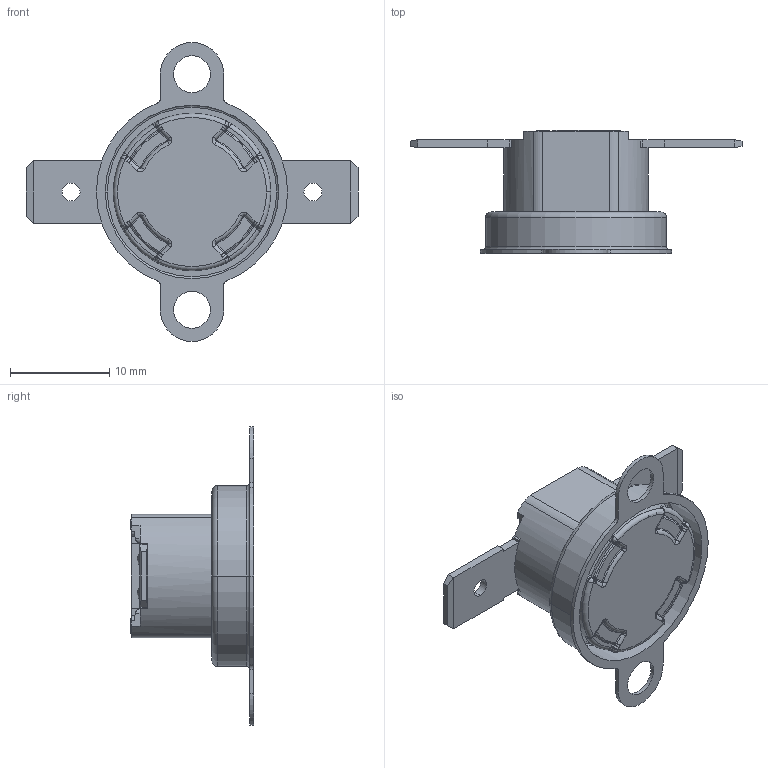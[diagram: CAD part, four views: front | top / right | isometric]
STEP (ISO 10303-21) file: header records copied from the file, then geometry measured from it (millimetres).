
FILE_DESCRIPTION (( 'STEP AP203' ), '1' );
FILE_NAME ('1NT01X-HORI1.STEP', '2018-11-16T16:11:50', ( '' ), ( '' ), 'SwSTEP 2.0', 'SolidWorks 2015', '' );
FILE_SCHEMA (( 'CONFIG_CONTROL_DESIGN' ));
Length unit declared in the file: inch
Products named in the file (1): 1NT01X-HORI1
Bounding box: 33.53 x 12.48 x 30.2 mm (x, y, z)
Surface area: 2145.3 mm2 (no closed solid volume)
Topology: 0 solids, 10 shells, 539 faces, 1488 edges, 957 vertices
Faces by surface type: plane 238, bspline 129, cylinder 89, torus 61, sphere 16, cone 6
Entity records: 23375 total; most frequent: CARTESIAN_POINT 10391, ORIENTED_EDGE 2784, DIRECTION 2369, EDGE_CURVE 1472, VERTEX_POINT 957, LINE 847, VECTOR 847, AXIS2_PLACEMENT_3D 761
